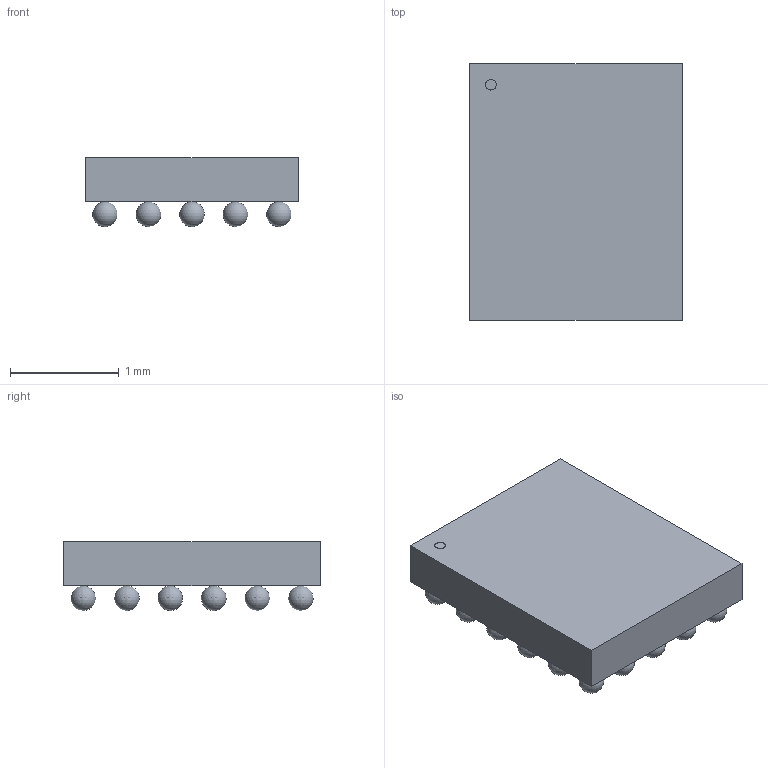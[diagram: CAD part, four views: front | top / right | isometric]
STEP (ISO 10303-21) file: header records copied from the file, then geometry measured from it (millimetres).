
FILE_DESCRIPTION(('STEP AP214'),'1');
FILE_NAME('YFF0030ACAC','2019-07-08T02:21:59',(''),(''),'','','');
FILE_SCHEMA(('AUTOMOTIVE_DESIGN'));
Length unit declared in the file: millimetre
Products named in the file (1): product
Bounding box: 1.96 x 2.36 x 0.64 mm (x, y, z)
Volume: 0.2 mm3; surface area: 30.4 mm2
Topology: 31 solids, 43 shells, 45 faces, 141 edges, 110 vertices
Faces by surface type: sphere 30, plane 14, cylinder 1
Full cylindrical faces by diameter (mm): 0.098 x1
Entity records: 984 total; most frequent: CARTESIAN_POINT 177, DIRECTION 146, VERTEX_POINT 128, ORIENTED_EDGE 52, EDGE_CURVE 50, AXIS2_PLACEMENT_3D 49, LINE 48, VECTOR 48
